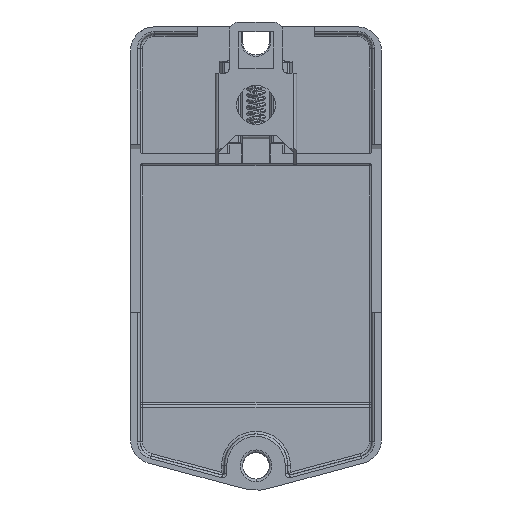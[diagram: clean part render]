
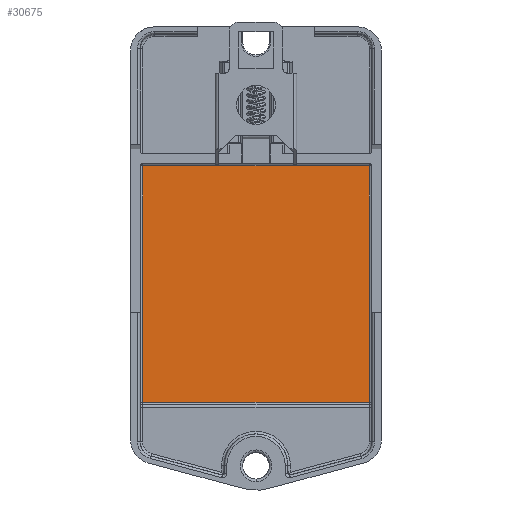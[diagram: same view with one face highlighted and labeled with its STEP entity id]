
A CAD part, front view. The second image highlights one B-rep face of the part: STEP entity #30675.
In plain terms, the highlighted planar face has unit normal (0, -1, 0).
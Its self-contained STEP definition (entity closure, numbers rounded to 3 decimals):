
#9179=DIRECTION('',(-1.,0.,0.));
#9180=VECTOR('',#9179,46.465);
#9181=CARTESIAN_POINT('',(23.233,-2.,-30.483));
#9182=LINE('',#9181,#9180);
#9197=DIRECTION('',(0.,0.,1.));
#9198=VECTOR('',#9197,48.465);
#9199=CARTESIAN_POINT('',(-23.233,-2.,-30.483));
#9200=LINE('',#9199,#9198);
#11414=DIRECTION('',(1.,0.,0.));
#11415=VECTOR('',#11414,46.465);
#11416=CARTESIAN_POINT('',(-23.233,-2.,17.983));
#11417=LINE('',#11416,#11415);
#11470=DIRECTION('',(0.,0.,-1.));
#11471=VECTOR('',#11470,48.465);
#11472=CARTESIAN_POINT('',(23.233,-2.,17.983));
#11473=LINE('',#11472,#11471);
#14107=CARTESIAN_POINT('',(-23.233,-2.,-30.483));
#14108=CARTESIAN_POINT('',(-23.233,-2.,17.983));
#14109=VERTEX_POINT('',#14107);
#14110=VERTEX_POINT('',#14108);
#14122=CARTESIAN_POINT('',(23.233,-2.,-30.483));
#14123=VERTEX_POINT('',#14122);
#14128=CARTESIAN_POINT('',(23.233,-2.,17.983));
#14129=VERTEX_POINT('',#14128);
#30661=CARTESIAN_POINT('',(-25.75,-2.,-33.));
#30662=DIRECTION('',(0.,-1.,0.));
#30663=DIRECTION('',(1.,0.,0.));
#30664=AXIS2_PLACEMENT_3D('',#30661,#30662,#30663);
#30665=PLANE('',#30664);
#30667=ORIENTED_EDGE('',*,*,#30666,.T.);
#30669=ORIENTED_EDGE('',*,*,#30668,.T.);
#30671=ORIENTED_EDGE('',*,*,#30670,.T.);
#30672=ORIENTED_EDGE('',*,*,#30651,.T.);
#30673=EDGE_LOOP('',(#30667,#30669,#30671,#30672));
#30674=FACE_OUTER_BOUND('',#30673,.F.);
#30675=ADVANCED_FACE('',(#30674),#30665,.T.);
#30651=EDGE_CURVE('',#14123,#14109,#9182,.T.);
#30666=EDGE_CURVE('',#14109,#14110,#9200,.T.);
#30668=EDGE_CURVE('',#14110,#14129,#11417,.T.);
#30670=EDGE_CURVE('',#14129,#14123,#11473,.T.);
